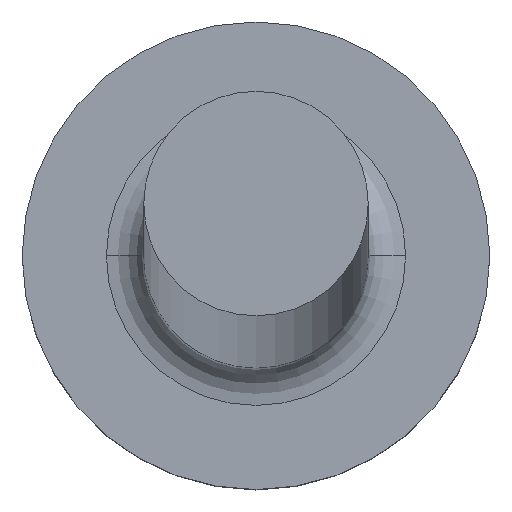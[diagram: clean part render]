
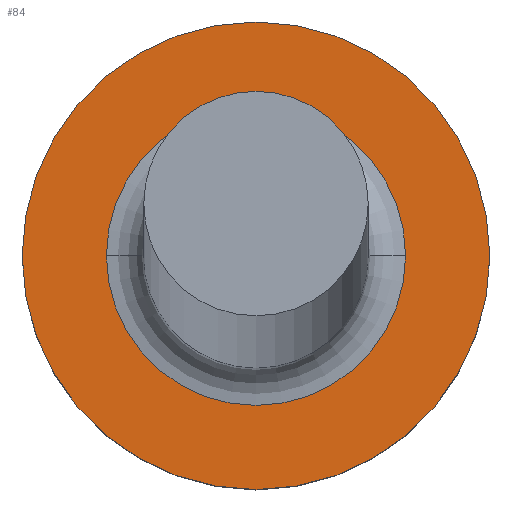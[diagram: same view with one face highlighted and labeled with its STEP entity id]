
A CAD part, top view. The second image highlights one B-rep face of the part: STEP entity #84.
In plain terms, the highlighted planar face has unit normal (0, 0, 1).
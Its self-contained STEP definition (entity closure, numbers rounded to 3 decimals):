
#4 = EDGE_LOOP ( 'NONE', ( #291, #175 ) ) ;
#8 = CARTESIAN_POINT ( 'NONE',  ( 0.8, 0., 1.2 ) ) ;
#18 = PLANE ( 'NONE',  #191 ) ;
#31 = VERTEX_POINT ( 'NONE', #276 ) ;
#35 = CARTESIAN_POINT ( 'NONE',  ( 0., 0., 1.2 ) ) ;
#69 = AXIS2_PLACEMENT_3D ( 'NONE', #108, #80, #279 ) ;
#74 = CARTESIAN_POINT ( 'NONE',  ( 0., 0., 1.2 ) ) ;
#80 = DIRECTION ( 'NONE',  ( 0., 0., 1. ) ) ;
#84 = ADVANCED_FACE ( 'NONE', ( #157, #230 ), #18, .T. ) ;
#85 = CIRCLE ( 'NONE', #270, 0.8 ) ;
#107 = CIRCLE ( 'NONE', #188, 1.25 ) ;
#108 = CARTESIAN_POINT ( 'NONE',  ( 0., 0., 1.2 ) ) ;
#120 = EDGE_CURVE ( 'NONE', #170, #152, #261, .T. ) ;
#122 = CIRCLE ( 'NONE', #69, 1.25 ) ;
#124 = CARTESIAN_POINT ( 'NONE',  ( 0., 0., 1.2 ) ) ;
#132 = DIRECTION ( 'NONE',  ( 1., 0., 0. ) ) ;
#135 = CARTESIAN_POINT ( 'NONE',  ( 0., 0., 1.2 ) ) ;
#142 = EDGE_CURVE ( 'NONE', #152, #170, #85, .T. ) ;
#151 = DIRECTION ( 'NONE',  ( 0., 0., 1. ) ) ;
#152 = VERTEX_POINT ( 'NONE', #8 ) ;
#157 = FACE_BOUND ( 'NONE', #4, .T. ) ;
#170 = VERTEX_POINT ( 'NONE', #171 ) ;
#171 = CARTESIAN_POINT ( 'NONE',  ( -0.8, 0., 1.2 ) ) ;
#175 = ORIENTED_EDGE ( 'NONE', *, *, #120, .T. ) ;
#186 = ORIENTED_EDGE ( 'NONE', *, *, #284, .T. ) ;
#188 = AXIS2_PLACEMENT_3D ( 'NONE', #35, #151, #245 ) ;
#191 = AXIS2_PLACEMENT_3D ( 'NONE', #135, #206, #132 ) ;
#196 = DIRECTION ( 'NONE',  ( 1., 0., 0. ) ) ;
#206 = DIRECTION ( 'NONE',  ( 0., 0., 1. ) ) ;
#212 = EDGE_CURVE ( 'NONE', #31, #224, #107, .T. ) ;
#214 = AXIS2_PLACEMENT_3D ( 'NONE', #124, #242, #294 ) ;
#223 = CARTESIAN_POINT ( 'NONE',  ( -1.25, 0., 1.2 ) ) ;
#224 = VERTEX_POINT ( 'NONE', #223 ) ;
#225 = DIRECTION ( 'NONE',  ( 0., 0., -1. ) ) ;
#230 = FACE_OUTER_BOUND ( 'NONE', #241, .T. ) ;
#241 = EDGE_LOOP ( 'NONE', ( #186, #244 ) ) ;
#242 = DIRECTION ( 'NONE',  ( 0., 0., -1. ) ) ;
#244 = ORIENTED_EDGE ( 'NONE', *, *, #212, .T. ) ;
#245 = DIRECTION ( 'NONE',  ( 1., 0., 0. ) ) ;
#261 = CIRCLE ( 'NONE', #214, 0.8 ) ;
#270 = AXIS2_PLACEMENT_3D ( 'NONE', #74, #225, #196 ) ;
#276 = CARTESIAN_POINT ( 'NONE',  ( 1.25, 0., 1.2 ) ) ;
#279 = DIRECTION ( 'NONE',  ( 1., 0., 0. ) ) ;
#284 = EDGE_CURVE ( 'NONE', #224, #31, #122, .T. ) ;
#291 = ORIENTED_EDGE ( 'NONE', *, *, #142, .T. ) ;
#294 = DIRECTION ( 'NONE',  ( 1., 0., 0. ) ) ;
